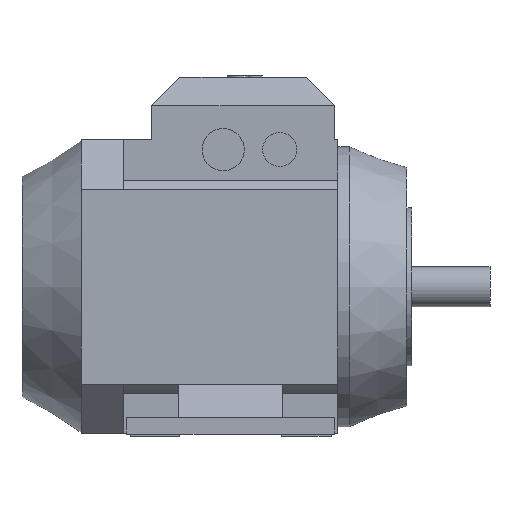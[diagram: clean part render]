
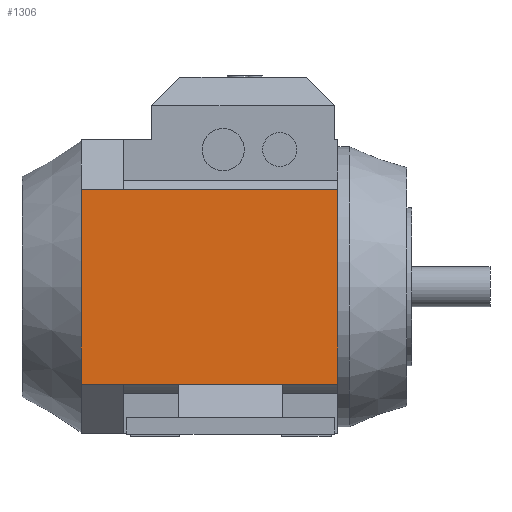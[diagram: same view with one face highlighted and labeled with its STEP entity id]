
A CAD part, left-side view. The second image highlights one B-rep face of the part: STEP entity #1306.
In plain terms, the highlighted planar face has unit normal (-1, 0, 0).
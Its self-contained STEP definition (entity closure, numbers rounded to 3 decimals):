
#380=LINE('',#5556,#748);
#391=LINE('',#5583,#759);
#408=LINE('',#5618,#776);
#426=LINE('',#5662,#794);
#428=LINE('',#5666,#796);
#429=LINE('',#5668,#797);
#748=VECTOR('',#4384,1.);
#759=VECTOR('',#4405,1.);
#776=VECTOR('',#4440,1.);
#794=VECTOR('',#4488,1.);
#796=VECTOR('',#4492,1.);
#797=VECTOR('',#4493,1.);
#953=PLANE('',#3639);
#1113=FACE_OUTER_BOUND('',#1677,.T.);
#1306=ADVANCED_FACE('',(#1113),#953,.T.);
#1677=EDGE_LOOP('',(#2555,#2556,#2557,#2558,#2559,#2560));
#2555=ORIENTED_EDGE('',*,*,#3291,.T.);
#2556=ORIENTED_EDGE('',*,*,#3309,.F.);
#2557=ORIENTED_EDGE('',*,*,#3332,.F.);
#2558=ORIENTED_EDGE('',*,*,#3333,.T.);
#2559=ORIENTED_EDGE('',*,*,#3330,.T.);
#2560=ORIENTED_EDGE('',*,*,#3277,.T.);
#2852=VERTEX_POINT('',#5553);
#2853=VERTEX_POINT('',#5555);
#2864=VERTEX_POINT('',#5582);
#2873=VERTEX_POINT('',#5617);
#2885=VERTEX_POINT('',#5663);
#2886=VERTEX_POINT('',#5667);
#3277=EDGE_CURVE('',#2852,#2853,#380,.T.);
#3291=EDGE_CURVE('',#2853,#2864,#391,.T.);
#3309=EDGE_CURVE('',#2873,#2864,#408,.T.);
#3330=EDGE_CURVE('',#2885,#2852,#426,.T.);
#3332=EDGE_CURVE('',#2886,#2873,#428,.T.);
#3333=EDGE_CURVE('',#2886,#2885,#429,.T.);
#3639=AXIS2_PLACEMENT_3D('',#5669,#4494,#4495);
#4384=DIRECTION('',(0.,-1.,0.));
#4405=DIRECTION('',(0.,0.,1.));
#4440=DIRECTION('',(0.,-1.,0.));
#4488=DIRECTION('',(0.,-1.,0.));
#4492=DIRECTION('',(0.,-1.,0.));
#4493=DIRECTION('',(0.,0.,-1.));
#4494=DIRECTION('',(-1.,0.,0.));
#4495=DIRECTION('',(0.,0.,-1.));
#5553=CARTESIAN_POINT('',(-88.5,-25.5,-58.578));
#5555=CARTESIAN_POINT('',(-88.5,-154.5,-58.578));
#5556=CARTESIAN_POINT('',(-88.5,-25.5,-58.578));
#5582=CARTESIAN_POINT('',(-88.5,-154.5,58.578));
#5583=CARTESIAN_POINT('',(-88.5,-154.5,-58.578));
#5617=CARTESIAN_POINT('',(-88.5,-25.5,58.578));
#5618=CARTESIAN_POINT('',(-88.5,-25.5,58.578));
#5662=CARTESIAN_POINT('',(-88.5,0.,-58.578));
#5663=CARTESIAN_POINT('',(-88.5,0.,-58.578));
#5666=CARTESIAN_POINT('',(-88.5,0.,58.578));
#5667=CARTESIAN_POINT('',(-88.5,0.,58.578));
#5668=CARTESIAN_POINT('',(-88.5,0.,58.578));
#5669=CARTESIAN_POINT('',(-88.5,0.,-58.578));
